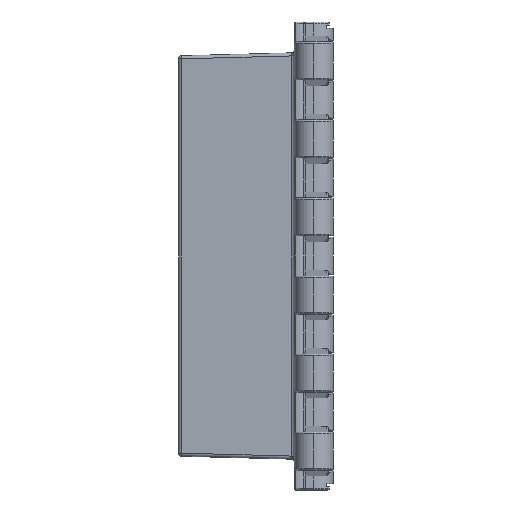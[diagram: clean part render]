
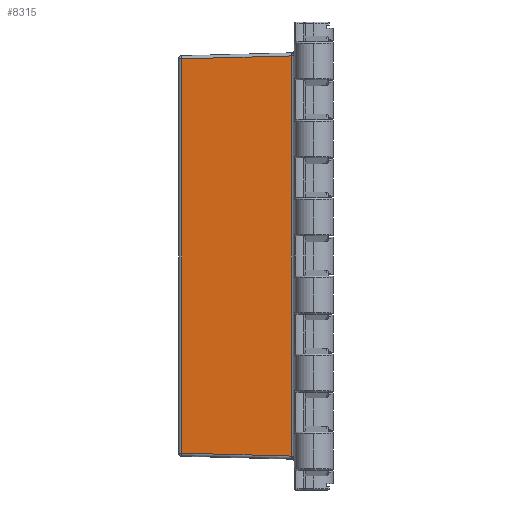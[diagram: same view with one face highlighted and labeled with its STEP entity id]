
A CAD part, left-side view. The second image highlights one B-rep face of the part: STEP entity #8315.
In plain terms, the highlighted planar face has unit normal (-1, 0.026, 0).
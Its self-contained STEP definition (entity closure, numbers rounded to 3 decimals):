
#984 = PLANE ( 'NONE',  #18750 ) ;
#2445 = ORIENTED_EDGE ( 'NONE', *, *, #6514, .T. ) ;
#2488 = CARTESIAN_POINT ( 'NONE',  ( -1.041, 42.976, -64.041 ) ) ;
#2710 = CARTESIAN_POINT ( 'NONE',  ( -1.041, 42.976, 64.041 ) ) ;
#2898 = DIRECTION ( 'NONE',  ( 0., 0., 1. ) ) ;
#3282 = CARTESIAN_POINT ( 'NONE',  ( -1.041, 42.976, -66. ) ) ;
#3625 = VECTOR ( 'NONE', #2898, 1000. ) ;
#4553 = LINE ( 'NONE', #17958, #3625 ) ;
#5969 = EDGE_LOOP ( 'NONE', ( #10940, #17107, #18698, #2445 ) ) ;
#6514 = EDGE_CURVE ( 'NONE', #17999, #10293, #15247, .T. ) ;
#6609 = DIRECTION ( 'NONE',  ( 0., 0., -1. ) ) ;
#7417 = VECTOR ( 'NONE', #6609, 1000. ) ;
#7998 = DIRECTION ( 'NONE',  ( -1., 0.026, 0. ) ) ;
#8315 = ADVANCED_FACE ( 'NONE', ( #9679 ), #984, .T. ) ;
#9600 = CARTESIAN_POINT ( 'NONE',  ( -1.974, 7.324, -64.975 ) ) ;
#9653 = VECTOR ( 'NONE', #17969, 1000. ) ;
#9679 = FACE_OUTER_BOUND ( 'NONE', #5969, .T. ) ;
#10293 = VERTEX_POINT ( 'NONE', #2488 ) ;
#10790 = CARTESIAN_POINT ( 'NONE',  ( -2.001, 6.324, -65.001 ) ) ;
#10873 = VECTOR ( 'NONE', #13680, 1000. ) ;
#10940 = ORIENTED_EDGE ( 'NONE', *, *, #14124, .T. ) ;
#12820 = LINE ( 'NONE', #17894, #10873 ) ;
#13490 = VERTEX_POINT ( 'NONE', #9600 ) ;
#13680 = DIRECTION ( 'NONE',  ( 0.026, 0.999, -0.026 ) ) ;
#14124 = EDGE_CURVE ( 'NONE', #10293, #13490, #14425, .T. ) ;
#14425 = LINE ( 'NONE', #10790, #9653 ) ;
#15247 = LINE ( 'NONE', #3282, #7417 ) ;
#16112 = EDGE_CURVE ( 'NONE', #17201, #17999, #12820, .T. ) ;
#16295 = DIRECTION ( 'NONE',  ( -0.026, -1., 0. ) ) ;
#16408 = CARTESIAN_POINT ( 'NONE',  ( -2., 6.35, -66. ) ) ;
#17107 = ORIENTED_EDGE ( 'NONE', *, *, #20707, .T. ) ;
#17201 = VERTEX_POINT ( 'NONE', #18067 ) ;
#17894 = CARTESIAN_POINT ( 'NONE',  ( -1.91, 9.776, 64.911 ) ) ;
#17958 = CARTESIAN_POINT ( 'NONE',  ( -1.974, 7.324, 65. ) ) ;
#17969 = DIRECTION ( 'NONE',  ( -0.026, -0.999, -0.026 ) ) ;
#17999 = VERTEX_POINT ( 'NONE', #2710 ) ;
#18067 = CARTESIAN_POINT ( 'NONE',  ( -1.974, 7.324, 64.975 ) ) ;
#18698 = ORIENTED_EDGE ( 'NONE', *, *, #16112, .T. ) ;
#18750 = AXIS2_PLACEMENT_3D ( 'NONE', #16408, #7998, #16295 ) ;
#20707 = EDGE_CURVE ( 'NONE', #13490, #17201, #4553, .T. ) ;
